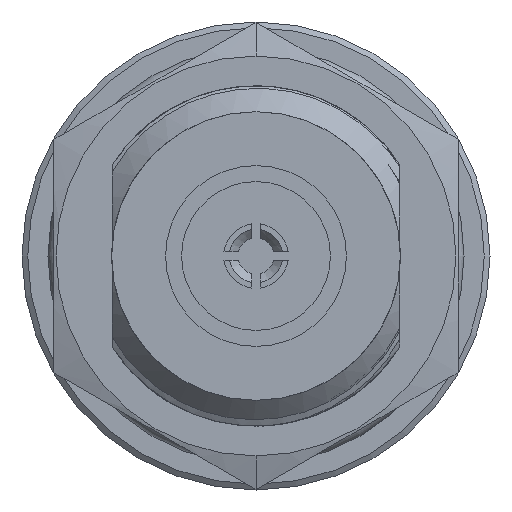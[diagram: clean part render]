
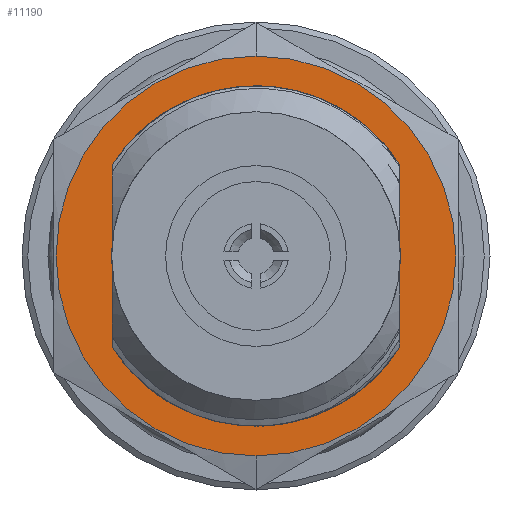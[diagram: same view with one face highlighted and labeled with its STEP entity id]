
A CAD part, left-side view. The second image highlights one B-rep face of the part: STEP entity #11190.
In plain terms, the highlighted planar face has unit normal (-1, 0, 0).
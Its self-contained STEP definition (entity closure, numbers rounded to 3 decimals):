
#2630=CARTESIAN_POINT('',(-6.851,0.,0.));
#2631=DIRECTION('',(1.,0.,0.));
#2632=DIRECTION('',(0.,-0.844,-0.537));
#2633=AXIS2_PLACEMENT_3D('',#2630,#2631,#2632);
#2752=DIRECTION('',(0.,0.,1.));
#2753=VECTOR('',#2752,7.583);
#2754=CARTESIAN_POINT('',(-6.851,6.75,-3.964));
#2755=LINE('',#2754,#2753);
#2954=CARTESIAN_POINT('',(-6.851,0.,0.));
#2955=DIRECTION('',(1.,0.,0.));
#2956=DIRECTION('',(0.,0.,-1.));
#2957=AXIS2_PLACEMENT_3D('',#2954,#2955,#2956);
#2959=CARTESIAN_POINT('',(-6.851,0.,0.));
#2960=DIRECTION('',(-1.,0.,0.));
#2961=DIRECTION('',(0.,0.,-1.));
#2962=AXIS2_PLACEMENT_3D('',#2959,#2960,#2961);
#3005=CARTESIAN_POINT('',(-6.851,0.,-8.));
#3006=CARTESIAN_POINT('',(-6.851,0.397,
-7.992));
#3007=CARTESIAN_POINT('',(-6.851,1.181,
-7.917));
#3008=CARTESIAN_POINT('',(-6.851,2.331,
-7.632));
#3009=CARTESIAN_POINT('',(-6.851,3.427,
-7.179));
#3010=CARTESIAN_POINT('',(-6.851,4.433,
-6.577));
#3011=CARTESIAN_POINT('',(-6.851,5.346,
-5.825));
#3012=CARTESIAN_POINT('',(-6.851,6.13,
-4.954));
#3013=CARTESIAN_POINT('',(-6.851,6.559,
-4.306));
#3014=CARTESIAN_POINT('',(-6.851,6.75,-3.964));
#3035=CARTESIAN_POINT('',(-6.851,6.75,3.619));
#3036=CARTESIAN_POINT('',(-6.851,6.576,3.927));
#3037=CARTESIAN_POINT('',(-6.851,6.189,4.514));
#3038=CARTESIAN_POINT('',(-6.851,5.483,5.317));
#3039=CARTESIAN_POINT('',(-6.851,4.684,6.003));
#3040=CARTESIAN_POINT('',(-6.851,4.094,6.383));
#3041=CARTESIAN_POINT('',(-6.851,3.783,6.553));
#3169=CARTESIAN_POINT('',(-6.851,3.783,6.553));
#3170=CARTESIAN_POINT('',(-6.851,3.453,6.754));
#3171=CARTESIAN_POINT('',(-6.851,2.77,7.1));
#3172=CARTESIAN_POINT('',(-6.851,1.68,7.459));
#3173=CARTESIAN_POINT('',(-6.851,0.544,
7.652));
#3174=CARTESIAN_POINT('',(-6.851,-0.633,
7.672));
#3175=CARTESIAN_POINT('',(-6.851,-1.837,
7.505));
#3176=CARTESIAN_POINT('',(-6.851,-3.034,
7.136));
#3177=CARTESIAN_POINT('',(-6.851,-4.148,
6.581));
#3178=CARTESIAN_POINT('',(-6.851,-5.16,
5.858));
#3179=CARTESIAN_POINT('',(-6.851,-6.043,
4.982));
#3180=CARTESIAN_POINT('',(-6.851,-6.531,
4.315));
#3181=CARTESIAN_POINT('',(-6.851,-6.75,3.96));
#3208=DIRECTION('',(0.,0.,-1.));
#3209=VECTOR('',#3208,8.253);
#3210=CARTESIAN_POINT('',(-6.851,-6.75,3.96));
#3211=LINE('',#3210,#3209);
#6696=CARTESIAN_POINT('',(-6.851,0.,-9.4));
#6697=CARTESIAN_POINT('',(-6.851,0.,9.4));
#6698=VERTEX_POINT('',#6696);
#6699=VERTEX_POINT('',#6697);
#6704=VERTEX_POINT('',#3005);
#6705=VERTEX_POINT('',#3014);
#6706=VERTEX_POINT('',#3169);
#6707=VERTEX_POINT('',#3181);
#7219=CARTESIAN_POINT('',(-6.851,-6.75,-4.294));
#7220=VERTEX_POINT('',#7219);
#7222=VERTEX_POINT('',#3035);
#11169=CARTESIAN_POINT('',(-6.851,0.,0.));
#11170=DIRECTION('',(-1.,0.,0.));
#11171=DIRECTION('',(0.,0.,-1.));
#11172=AXIS2_PLACEMENT_3D('',#11169,#11170,#11171);
#11173=PLANE('',#11172);
#11174=ORIENTED_EDGE('',*,*,#11163,.T.);
#11175=ORIENTED_EDGE('',*,*,#11135,.F.);
#11176=EDGE_LOOP('',(#11174,#11175));
#11177=FACE_OUTER_BOUND('',#11176,.F.);
#11179=ORIENTED_EDGE('',*,*,#11178,.F.);
#11180=ORIENTED_EDGE('',*,*,#8427,.F.);
#11182=ORIENTED_EDGE('',*,*,#11181,.F.);
#11184=ORIENTED_EDGE('',*,*,#11183,.F.);
#11186=ORIENTED_EDGE('',*,*,#11185,.F.);
#11187=ORIENTED_EDGE('',*,*,#10828,.F.);
#11188=EDGE_LOOP('',(#11179,#11180,#11182,#11184,#11186,#11187));
#11189=FACE_BOUND('',#11188,.F.);
#2634=CIRCLE('',#2633,8.);
#2958=CIRCLE('',#2957,9.4);
#2963=CIRCLE('',#2962,9.4);
#3015=B_SPLINE_CURVE_WITH_KNOTS('',3,(#3005,#3006,#3007,#3008,#3009,#3010,#3011,
#3012,#3013,#3014),.UNSPECIFIED.,.F.,.F.,(4,1,1,1,1,1,1,4),(0.,
0.143,0.286,0.429,0.571,
0.714,0.857,1.),.UNSPECIFIED.);
#3042=B_SPLINE_CURVE_WITH_KNOTS('',3,(#3035,#3036,#3037,#3038,#3039,#3040,
#3041),.UNSPECIFIED.,.F.,.F.,(4,1,1,1,4),(0.,0.25,0.5,0.75,1.),
.UNSPECIFIED.);
#3182=B_SPLINE_CURVE_WITH_KNOTS('',3,(#3169,#3170,#3171,#3172,#3173,#3174,#3175,
#3176,#3177,#3178,#3179,#3180,#3181),.UNSPECIFIED.,.F.,.F.,(4,1,1,1,1,1,1,1,1,1,
4),(0.,0.1,0.2,0.3,0.4,0.5,0.6,0.7,0.8,0.9,1.),
.UNSPECIFIED.);
#8427=EDGE_CURVE('',#7220,#6704,#2634,.T.);
#10828=EDGE_CURVE('',#6705,#7222,#2755,.T.);
#11135=EDGE_CURVE('',#6698,#6699,#2963,.T.);
#11163=EDGE_CURVE('',#6698,#6699,#2958,.T.);
#11178=EDGE_CURVE('',#6704,#6705,#3015,.T.);
#11181=EDGE_CURVE('',#6707,#7220,#3211,.T.);
#11183=EDGE_CURVE('',#6706,#6707,#3182,.T.);
#11185=EDGE_CURVE('',#7222,#6706,#3042,.T.);
#11190=ADVANCED_FACE('',(#11177,#11189),#11173,.T.);
